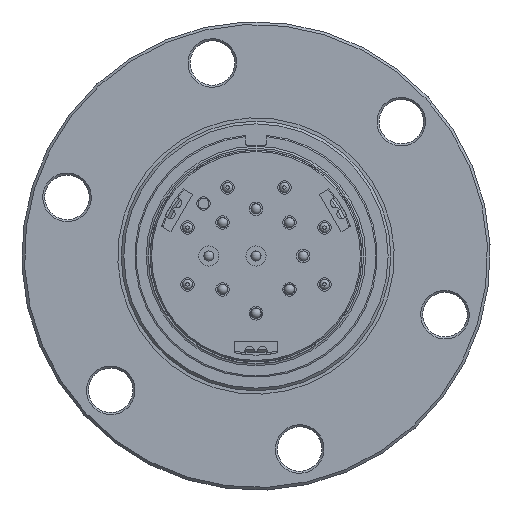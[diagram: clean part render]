
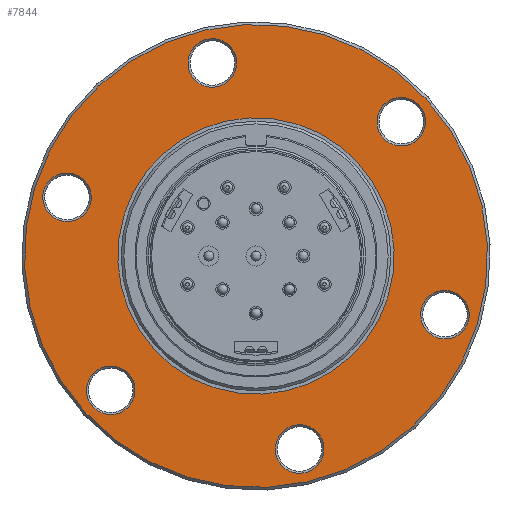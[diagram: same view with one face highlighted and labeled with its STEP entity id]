
A CAD part, front view. The second image highlights one B-rep face of the part: STEP entity #7844.
In plain terms, the highlighted planar face has unit normal (0, -1, 0).
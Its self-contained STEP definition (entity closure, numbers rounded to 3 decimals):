
#304=FACE_BOUND('',#1440,.T.);
#305=FACE_BOUND('',#1441,.T.);
#306=FACE_BOUND('',#1442,.T.);
#307=FACE_BOUND('',#1443,.T.);
#308=FACE_BOUND('',#1444,.T.);
#309=FACE_BOUND('',#1445,.T.);
#310=FACE_BOUND('',#1446,.T.);
#492=PLANE('',#8835);
#881=FACE_OUTER_BOUND('',#1439,.T.);
#1439=EDGE_LOOP('',(#6785));
#1440=EDGE_LOOP('',(#6786));
#1441=EDGE_LOOP('',(#6787));
#1442=EDGE_LOOP('',(#6788));
#1443=EDGE_LOOP('',(#6789,#6790));
#1444=EDGE_LOOP('',(#6791));
#1445=EDGE_LOOP('',(#6792));
#1446=EDGE_LOOP('',(#6793));
#2910=CIRCLE('',#8830,3.6);
#2914=CIRCLE('',#8836,34.35);
#2915=CIRCLE('',#8837,3.6);
#2916=CIRCLE('',#8838,3.6);
#2917=CIRCLE('',#8839,3.6);
#2918=CIRCLE('',#8840,20.5);
#2919=CIRCLE('',#8841,20.5);
#2920=CIRCLE('',#8842,3.6);
#2921=CIRCLE('',#8843,3.6);
#3663=VERTEX_POINT('',#13856);
#3667=VERTEX_POINT('',#13868);
#3668=VERTEX_POINT('',#13870);
#3669=VERTEX_POINT('',#13872);
#3670=VERTEX_POINT('',#13874);
#3671=VERTEX_POINT('',#13876);
#3672=VERTEX_POINT('',#13877);
#3673=VERTEX_POINT('',#13880);
#3674=VERTEX_POINT('',#13882);
#4708=EDGE_CURVE('',#3663,#3663,#2910,.T.);
#4714=EDGE_CURVE('',#3667,#3667,#2914,.T.);
#4715=EDGE_CURVE('',#3668,#3668,#2915,.T.);
#4716=EDGE_CURVE('',#3669,#3669,#2916,.T.);
#4717=EDGE_CURVE('',#3670,#3670,#2917,.T.);
#4718=EDGE_CURVE('',#3671,#3672,#2918,.T.);
#4719=EDGE_CURVE('',#3672,#3671,#2919,.T.);
#4720=EDGE_CURVE('',#3673,#3673,#2920,.T.);
#4721=EDGE_CURVE('',#3674,#3674,#2921,.T.);
#6785=ORIENTED_EDGE('',*,*,#4714,.F.);
#6786=ORIENTED_EDGE('',*,*,#4715,.F.);
#6787=ORIENTED_EDGE('',*,*,#4716,.F.);
#6788=ORIENTED_EDGE('',*,*,#4717,.F.);
#6789=ORIENTED_EDGE('',*,*,#4718,.T.);
#6790=ORIENTED_EDGE('',*,*,#4719,.T.);
#6791=ORIENTED_EDGE('',*,*,#4720,.F.);
#6792=ORIENTED_EDGE('',*,*,#4721,.F.);
#6793=ORIENTED_EDGE('',*,*,#4708,.F.);
#7844=ADVANCED_FACE('',(#881,#304,#305,#306,#307,#308,#309,#310),#492,.T.);
#8830=AXIS2_PLACEMENT_3D('',#13857,#11171,#11172);
#8835=AXIS2_PLACEMENT_3D('',#13867,#11183,#11184);
#8836=AXIS2_PLACEMENT_3D('',#13869,#11185,#11186);
#8837=AXIS2_PLACEMENT_3D('',#13871,#11187,#11188);
#8838=AXIS2_PLACEMENT_3D('',#13873,#11189,#11190);
#8839=AXIS2_PLACEMENT_3D('',#13875,#11191,#11192);
#8840=AXIS2_PLACEMENT_3D('',#13878,#11193,#11194);
#8841=AXIS2_PLACEMENT_3D('',#13879,#11195,#11196);
#8842=AXIS2_PLACEMENT_3D('',#13881,#11197,#11198);
#8843=AXIS2_PLACEMENT_3D('',#13883,#11199,#11200);
#11171=DIRECTION('center_axis',(0.,-1.,0.));
#11172=DIRECTION('ref_axis',(0.955,0.,-0.297));
#11183=DIRECTION('center_axis',(0.,-1.,0.));
#11184=DIRECTION('ref_axis',(-0.221,0.,0.975));
#11185=DIRECTION('center_axis',(0.,1.,0.));
#11186=DIRECTION('ref_axis',(0.975,0.,0.221));
#11187=DIRECTION('center_axis',(0.,-1.,0.));
#11188=DIRECTION('ref_axis',(0.734,0.,0.679));
#11189=DIRECTION('center_axis',(0.,-1.,0.));
#11190=DIRECTION('ref_axis',(-0.955,0.,0.297));
#11191=DIRECTION('center_axis',(0.,-1.,0.));
#11192=DIRECTION('ref_axis',(0.221,0.,-0.975));
#11193=DIRECTION('center_axis',(0.,1.,0.));
#11194=DIRECTION('ref_axis',(-0.975,0.,-0.221));
#11195=DIRECTION('center_axis',(0.,1.,0.));
#11196=DIRECTION('ref_axis',(-0.975,0.,-0.221));
#11197=DIRECTION('center_axis',(0.,-1.,0.));
#11198=DIRECTION('ref_axis',(-0.734,0.,-0.679));
#11199=DIRECTION('center_axis',(0.,-1.,0.));
#11200=DIRECTION('ref_axis',(-0.221,0.,0.975));
#13856=CARTESIAN_POINT('',(5.911,38.53,-32.211));
#13857=CARTESIAN_POINT('Origin',(9.349,38.53,-33.278));
#13867=CARTESIAN_POINT('Origin',(-24.072,38.53,-10.748));
#13868=CARTESIAN_POINT('',(-30.631,38.53,-12.232));
#13869=CARTESIAN_POINT('Origin',(2.872,38.53,-4.652));
#13870=CARTESIAN_POINT('',(28.258,38.53,-15.8));
#13871=CARTESIAN_POINT('Origin',(30.902,38.53,-13.356));
#13872=CARTESIAN_POINT('',(-0.166,38.53,22.907));
#13873=CARTESIAN_POINT('Origin',(-3.604,38.53,23.975));
#13874=CARTESIAN_POINT('',(-19.475,38.53,-21.063));
#13875=CARTESIAN_POINT('Origin',(-18.68,38.53,-24.574));
#13876=CARTESIAN_POINT('',(-17.122,38.53,-9.176));
#13877=CARTESIAN_POINT('',(22.867,38.53,-0.128));
#13878=CARTESIAN_POINT('Origin',(2.872,38.53,-4.652));
#13879=CARTESIAN_POINT('Origin',(2.872,38.53,-4.652));
#13880=CARTESIAN_POINT('',(-22.514,38.53,6.496));
#13881=CARTESIAN_POINT('Origin',(-25.157,38.53,4.052));
#13882=CARTESIAN_POINT('',(25.22,38.53,11.759));
#13883=CARTESIAN_POINT('Origin',(24.425,38.53,15.27));
